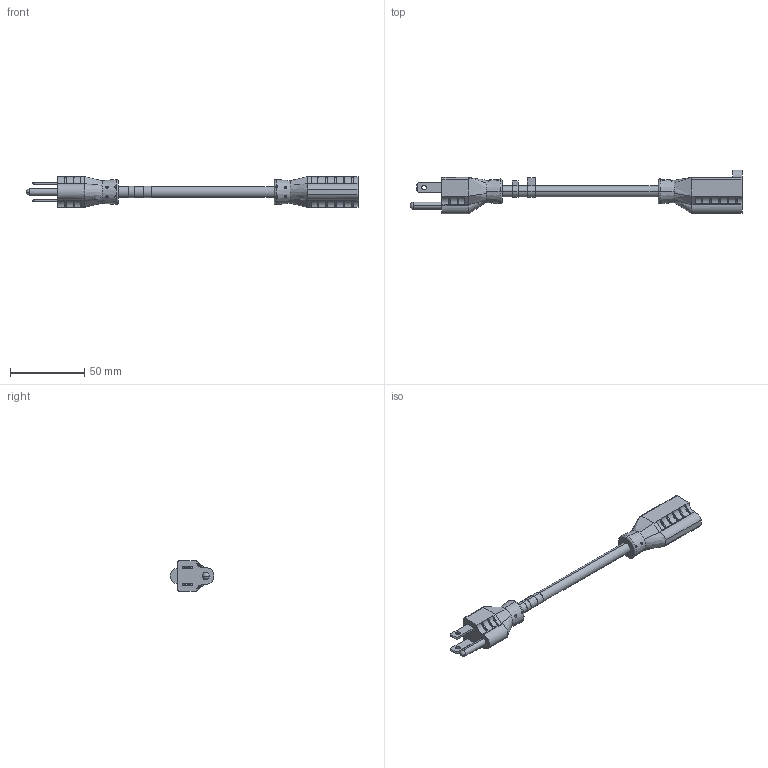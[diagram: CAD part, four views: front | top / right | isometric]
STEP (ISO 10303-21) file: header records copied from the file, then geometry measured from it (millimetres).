
FILE_DESCRIPTION (( 'STEP AP214' ), '1' );
FILE_NAME ('OWN515N515-15-15F_3D.step', '2025-01-31T22:04:07', ( '' ), ( '' ), 'SwSTEP 2.0', 'SolidWorks 2022', '' );
FILE_SCHEMA (( 'AUTOMOTIVE_DESIGN' ));
Length unit declared in the file: inch
Products named in the file (4): NEMA_5-15R; NEMA_5-15P; OWN515N515-15-15F_3D; SJTOW3X14AWG CABLE_WITH LABELS
Assembly tree (3 placements, depth 2):
  OWN515N515-15-15F_3D
    SJTOW3X14AWG CABLE_WITH LABELS
    NEMA_5-15P
    NEMA_5-15R
Bounding box: 224.28 x 29.71 x 20.83 mm (x, y, z)
Volume: 36289.4 mm3; surface area: 14052.5 mm2
Topology: 3 solids, 3 shells, 240 faces, 607 edges, 393 vertices
Faces by surface type: plane 119, cylinder 70, torus 32, bspline 12, cone 5, sphere 2
Entity records: 10109 total; most frequent: CARTESIAN_POINT 3151, ORIENTED_EDGE 1210, DIRECTION 1089, EDGE_CURVE 605, AXIS2_PLACEMENT_3D 393, VERTEX_POINT 393, VECTOR 303, LINE 303
